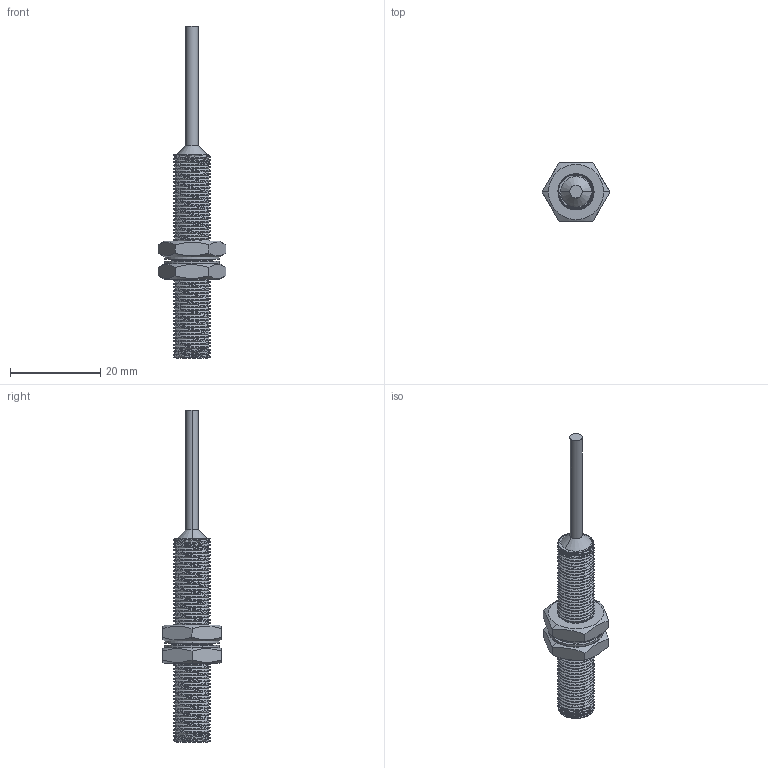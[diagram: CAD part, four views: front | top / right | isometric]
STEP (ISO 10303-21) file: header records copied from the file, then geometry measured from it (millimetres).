
FILE_DESCRIPTION (( 'STEP AP214' ), '1' );
FILE_NAME ('M8-直流二线电缆埋入式.STEP', '2015-09-23T09:49:57', ( '' ), ( '' ), 'SwSTEP 2.0', 'SolidWorks 2013', '' );
FILE_SCHEMA (( 'AUTOMOTIVE_DESIGN' ));
Length unit declared in the file: millimetre
Products named in the file (1): M8-直流二线电缆埋入式
Bounding box: 15.01 x 13 x 73.64 mm (x, y, z)
Volume: 3079.9 mm3; surface area: 3441 mm2
Topology: 5 solids, 5 shells, 767 faces, 2260 edges, 1487 vertices
Faces by surface type: plane 474, cylinder 233, cone 50, bspline 8, torus 2
Entity records: 45979 total; most frequent: CARTESIAN_POINT 24730, ORIENTED_EDGE 4520, DIRECTION 3648, EDGE_CURVE 2260, LINE 1584, VECTOR 1584, VERTEX_POINT 1487, AXIS2_PLACEMENT_3D 1032
